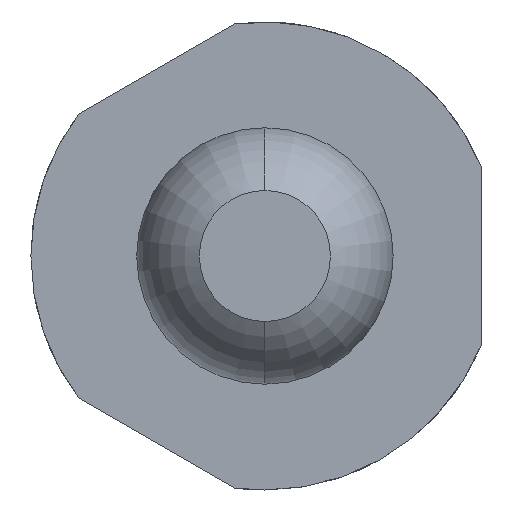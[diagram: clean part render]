
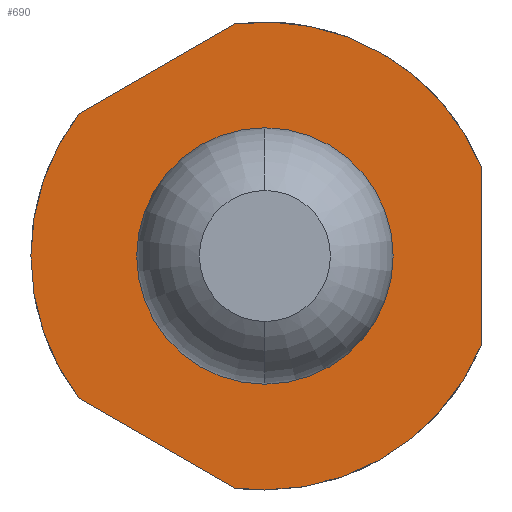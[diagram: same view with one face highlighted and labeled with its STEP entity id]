
A CAD part, front view. The second image highlights one B-rep face of the part: STEP entity #690.
In plain terms, the highlighted planar face has unit normal (0, -1, 0).
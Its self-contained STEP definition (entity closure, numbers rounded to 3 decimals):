
#18 = CARTESIAN_POINT ( 'NONE',  ( 0., 6.4, 0. ) ) ;
#47 = CARTESIAN_POINT ( 'NONE',  ( 0., 6.4, -1.25 ) ) ;
#51 = DIRECTION ( 'NONE',  ( 0.866, 0., -0.5 ) ) ;
#64 = LINE ( 'NONE', #2620, #794 ) ;
#70 = DIRECTION ( 'NONE',  ( 0., 0., 1. ) ) ;
#197 = ORIENTED_EDGE ( 'NONE', *, *, #4443, .T. ) ;
#294 = DIRECTION ( 'NONE',  ( 0., 1., 0. ) ) ;
#343 = CARTESIAN_POINT ( 'NONE',  ( 0., 6.4, -0.45 ) ) ;
#349 = CIRCLE ( 'NONE', #2328, 0.45 ) ;
#483 = CIRCLE ( 'NONE', #1375, 1.25 ) ;
#487 = DIRECTION ( 'NONE',  ( 0., 1., 0. ) ) ;
#507 = DIRECTION ( 'NONE',  ( 0., 0., -1. ) ) ;
#516 = VECTOR ( 'NONE', #70, 1000. ) ;
#635 = DIRECTION ( 'NONE',  ( 0., 1., 0. ) ) ;
#654 = CIRCLE ( 'NONE', #2791, 1.25 ) ;
#690 = ADVANCED_FACE ( 'Defeature ausgef�hrt1_9', ( #4042, #2134 ), #2635, .F. ) ;
#707 = CARTESIAN_POINT ( 'NONE',  ( 1.155, 6.4, 0.479 ) ) ;
#721 = DIRECTION ( 'NONE',  ( 0., 1., 0. ) ) ;
#781 = VERTEX_POINT ( 'NONE', #2652 ) ;
#784 = ORIENTED_EDGE ( 'NONE', *, *, #2632, .T. ) ;
#794 = VECTOR ( 'NONE', #1502, 1000. ) ;
#817 = CARTESIAN_POINT ( 'NONE',  ( 1.155, 6.4, 0. ) ) ;
#833 = CIRCLE ( 'NONE', #2554, 0.45 ) ;
#984 = VECTOR ( 'NONE', #51, 1000. ) ;
#999 = DIRECTION ( 'NONE',  ( 0., 0., -1. ) ) ;
#1068 = CARTESIAN_POINT ( 'NONE',  ( 0., 6.4, 0. ) ) ;
#1104 = DIRECTION ( 'NONE',  ( 0., 1., 0. ) ) ;
#1146 = CARTESIAN_POINT ( 'NONE',  ( -1.25, 6.4, 0. ) ) ;
#1227 = EDGE_CURVE ( 'Defeature ausgef�hrt1_9+Defeature ausgef�hrt1_10+Defeature ausgef�hrt1_10+Defeature ausgef�hrt1_10', #3689, #3622, #833, .T. ) ;
#1375 = AXIS2_PLACEMENT_3D ( 'NONE', #2728, #635, #999 ) ;
#1440 = VERTEX_POINT ( 'NONE', #2423 ) ;
#1502 = DIRECTION ( 'NONE',  ( -0.866, 0., -0.5 ) ) ;
#1521 = CARTESIAN_POINT ( 'NONE',  ( -1.515, 6.4, -0.459 ) ) ;
#1837 = CARTESIAN_POINT ( 'NONE',  ( 1.155, 6.4, -0.479 ) ) ;
#1906 = DIRECTION ( 'NONE',  ( 0., 0., -1. ) ) ;
#1934 = ORIENTED_EDGE ( 'NONE', *, *, #1227, .T. ) ;
#1959 = ORIENTED_EDGE ( 'NONE', *, *, #4529, .T. ) ;
#2082 = CARTESIAN_POINT ( 'NONE',  ( 0., 6.4, 0. ) ) ;
#2130 = ORIENTED_EDGE ( 'NONE', *, *, #2276, .F. ) ;
#2134 = FACE_BOUND ( 'NONE', #4371, .T. ) ;
#2140 = VERTEX_POINT ( 'NONE', #1837 ) ;
#2160 = CIRCLE ( 'NONE', #2535, 1.25 ) ;
#2276 = EDGE_CURVE ( 'Defeature ausgef�hrt1_8+Defeature ausgef�hrt1_9+Defeature ausgef�hrt1_11+Defeature ausgef�hrt1_13', #2494, #3493, #483, .T. ) ;
#2323 = DIRECTION ( 'NONE',  ( 0., 0., -1. ) ) ;
#2328 = AXIS2_PLACEMENT_3D ( 'NONE', #18, #1104, #4300 ) ;
#2423 = CARTESIAN_POINT ( 'NONE',  ( -0.992, 6.4, -0.761 ) ) ;
#2439 = LINE ( 'NONE', #817, #516 ) ;
#2494 = VERTEX_POINT ( 'NONE', #47 ) ;
#2509 = EDGE_CURVE ( 'Defeature ausgef�hrt1_9+Defeature ausgef�hrt1_10+Defeature ausgef�hrt1_10+Defeature ausgef�hrt1_10', #3622, #3689, #349, .T. ) ;
#2535 = AXIS2_PLACEMENT_3D ( 'NONE', #2082, #294, #2797 ) ;
#2554 = AXIS2_PLACEMENT_3D ( 'NONE', #4139, #4096, #507 ) ;
#2616 = EDGE_LOOP ( 'NONE', ( #3009, #784, #2673, #197, #2130, #3064, #1959 ) ) ;
#2620 = CARTESIAN_POINT ( 'NONE',  ( -1.515, 6.4, 0.459 ) ) ;
#2632 = EDGE_CURVE ( 'Defeature ausgef�hrt1_9+Defeature ausgef�hrt1_12+Defeature ausgef�hrt1_6+Defeature ausgef�hrt1_7', #781, #3221, #64, .T. ) ;
#2635 = PLANE ( 'NONE',  #4422 ) ;
#2652 = CARTESIAN_POINT ( 'NONE',  ( -0.163, 6.4, 1.239 ) ) ;
#2673 = ORIENTED_EDGE ( 'NONE', *, *, #3213, .F. ) ;
#2728 = CARTESIAN_POINT ( 'NONE',  ( 0., 6.4, 0. ) ) ;
#2731 = DIRECTION ( 'NONE',  ( 0., 1., 0. ) ) ;
#2791 = AXIS2_PLACEMENT_3D ( 'NONE', #4471, #2731, #2323 ) ;
#2797 = DIRECTION ( 'NONE',  ( 0., 0., -1. ) ) ;
#3009 = ORIENTED_EDGE ( 'NONE', *, *, #4296, .F. ) ;
#3064 = ORIENTED_EDGE ( 'NONE', *, *, #4331, .F. ) ;
#3174 = VERTEX_POINT ( 'NONE', #707 ) ;
#3202 = CIRCLE ( 'NONE', #3700, 1.25 ) ;
#3213 = EDGE_CURVE ( 'Defeature ausgef�hrt1_7+Defeature ausgef�hrt1_9+Defeature ausgef�hrt1_13+Defeature ausgef�hrt1_12', #1440, #3221, #3202, .T. ) ;
#3221 = VERTEX_POINT ( 'NONE', #4653 ) ;
#3493 = VERTEX_POINT ( 'NONE', #4118 ) ;
#3558 = DIRECTION ( 'NONE',  ( 0., 0., -1. ) ) ;
#3622 = VERTEX_POINT ( 'NONE', #343 ) ;
#3689 = VERTEX_POINT ( 'NONE', #4019 ) ;
#3700 = AXIS2_PLACEMENT_3D ( 'NONE', #1068, #721, #3558 ) ;
#3717 = ORIENTED_EDGE ( 'NONE', *, *, #2509, .T. ) ;
#3845 = LINE ( 'NONE', #1521, #984 ) ;
#4019 = CARTESIAN_POINT ( 'NONE',  ( 0., 6.4, 0.45 ) ) ;
#4042 = FACE_OUTER_BOUND ( 'NONE', #2616, .T. ) ;
#4096 = DIRECTION ( 'NONE',  ( 0., 1., 0. ) ) ;
#4118 = CARTESIAN_POINT ( 'NONE',  ( -0.163, 6.4, -1.239 ) ) ;
#4139 = CARTESIAN_POINT ( 'NONE',  ( 0., 6.4, 0. ) ) ;
#4296 = EDGE_CURVE ( 'Defeature ausgef�hrt1_6+Defeature ausgef�hrt1_9+Defeature ausgef�hrt1_12+Defeature ausgef�hrt1_11', #781, #3174, #654, .T. ) ;
#4300 = DIRECTION ( 'NONE',  ( 0., 0., -1. ) ) ;
#4331 = EDGE_CURVE ( 'Defeature ausgef�hrt1_8+Defeature ausgef�hrt1_9+Defeature ausgef�hrt1_11+Defeature ausgef�hrt1_13', #2140, #2494, #2160, .T. ) ;
#4371 = EDGE_LOOP ( 'NONE', ( #1934, #3717 ) ) ;
#4422 = AXIS2_PLACEMENT_3D ( 'NONE', #1146, #487, #1906 ) ;
#4443 = EDGE_CURVE ( 'Defeature ausgef�hrt1_9+Defeature ausgef�hrt1_13+Defeature ausgef�hrt1_7+Defeature ausgef�hrt1_8', #1440, #3493, #3845, .T. ) ;
#4471 = CARTESIAN_POINT ( 'NONE',  ( 0., 6.4, 0. ) ) ;
#4529 = EDGE_CURVE ( 'Defeature ausgef�hrt1_9+Defeature ausgef�hrt1_11+Defeature ausgef�hrt1_8+Defeature ausgef�hrt1_6', #2140, #3174, #2439, .T. ) ;
#4653 = CARTESIAN_POINT ( 'NONE',  ( -0.992, 6.4, 0.761 ) ) ;
